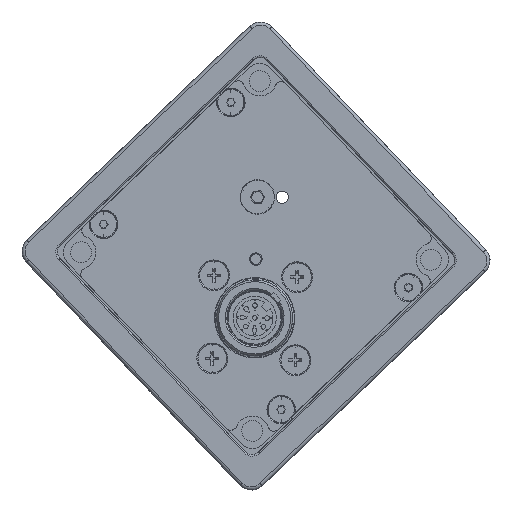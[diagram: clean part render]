
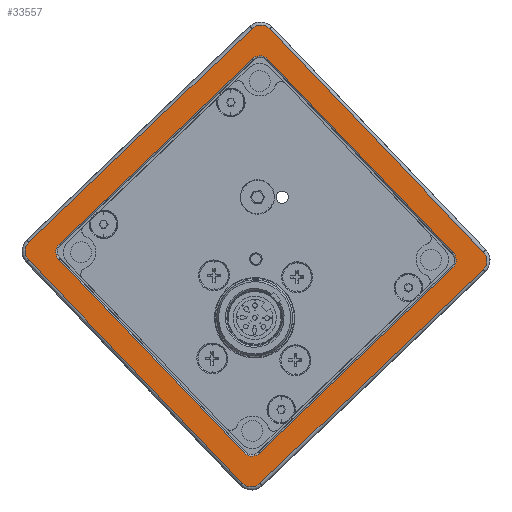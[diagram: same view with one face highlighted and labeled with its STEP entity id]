
A CAD part, left-side view. The second image highlights one B-rep face of the part: STEP entity #33557.
In plain terms, the highlighted face is planar.
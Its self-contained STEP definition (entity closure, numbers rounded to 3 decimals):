
#84 = DIRECTION ( 'NONE',  ( 1., 0., 0. ) ) ;
#223 = CARTESIAN_POINT ( 'NONE',  ( -50., 7., -54. ) ) ;
#379 = AXIS2_PLACEMENT_3D ( 'NONE', #47757, #43713, #38946 ) ;
#966 = CIRCLE ( 'NONE', #42434, 3.5 ) ;
#1129 = DIRECTION ( 'NONE',  ( 0., 0., 1. ) ) ;
#1509 = CIRCLE ( 'NONE', #18585, 3.5 ) ;
#2576 = ORIENTED_EDGE ( 'NONE', *, *, #23814, .T. ) ;
#2706 = CIRCLE ( 'NONE', #45232, 4. ) ;
#2839 = CARTESIAN_POINT ( 'NONE',  ( -54., 7., 50. ) ) ;
#2850 = VERTEX_POINT ( 'NONE', #6210 ) ;
#3853 = VERTEX_POINT ( 'NONE', #14331 ) ;
#4271 = VERTEX_POINT ( 'NONE', #49801 ) ;
#4322 = AXIS2_PLACEMENT_3D ( 'NONE', #11729, #39838, #15775 ) ;
#5456 = ORIENTED_EDGE ( 'NONE', *, *, #6680, .T. ) ;
#6159 = CARTESIAN_POINT ( 'NONE',  ( 54., 7., -50. ) ) ;
#6210 = CARTESIAN_POINT ( 'NONE',  ( -54., 7., -50. ) ) ;
#6680 = EDGE_CURVE ( 'NONE', #23470, #21117, #34558, .T. ) ;
#6898 = VERTEX_POINT ( 'NONE', #37094 ) ;
#6903 = LINE ( 'NONE', #13803, #39011 ) ;
#7190 = ORIENTED_EDGE ( 'NONE', *, *, #30650, .T. ) ;
#7841 = ORIENTED_EDGE ( 'NONE', *, *, #20894, .T. ) ;
#7981 = CIRCLE ( 'NONE', #31007, 4. ) ;
#8090 = VERTEX_POINT ( 'NONE', #12204 ) ;
#8166 = DIRECTION ( 'NONE',  ( -1., 0., 0. ) ) ;
#9737 = DIRECTION ( 'NONE',  ( -1., 0., 0. ) ) ;
#10320 = LINE ( 'NONE', #42295, #41160 ) ;
#10916 = VERTEX_POINT ( 'NONE', #34245 ) ;
#11486 = CARTESIAN_POINT ( 'NONE',  ( -50., 7., 50. ) ) ;
#11718 = EDGE_CURVE ( 'NONE', #2850, #43796, #25477, .T. ) ;
#11729 = CARTESIAN_POINT ( 'NONE',  ( 43.3, 7., -43.3 ) ) ;
#11823 = CARTESIAN_POINT ( 'NONE',  ( 54., 7., 50. ) ) ;
#12204 = CARTESIAN_POINT ( 'NONE',  ( 43.3, 7., -46.8 ) ) ;
#12608 = CIRCLE ( 'NONE', #4322, 3.5 ) ;
#13357 = LINE ( 'NONE', #28233, #33500 ) ;
#13585 = CIRCLE ( 'NONE', #39922, 3.5 ) ;
#13803 = CARTESIAN_POINT ( 'NONE',  ( -43.3, 7., 46.8 ) ) ;
#13830 = DIRECTION ( 'NONE',  ( 0., -1., 0. ) ) ;
#13927 = EDGE_CURVE ( 'NONE', #20174, #2850, #22857, .T. ) ;
#14182 = DIRECTION ( 'NONE',  ( 0., 0., -1. ) ) ;
#14331 = CARTESIAN_POINT ( 'NONE',  ( -46.8, 7., 43.3 ) ) ;
#14778 = ORIENTED_EDGE ( 'NONE', *, *, #44855, .T. ) ;
#15021 = FACE_BOUND ( 'NONE', #15571, .T. ) ;
#15504 = ORIENTED_EDGE ( 'NONE', *, *, #21310, .T. ) ;
#15535 = DIRECTION ( 'NONE',  ( 0., 0., 1. ) ) ;
#15571 = EDGE_LOOP ( 'NONE', ( #47591, #21936, #5456, #15504, #2576, #14778, #20224, #30665 ) ) ;
#15775 = DIRECTION ( 'NONE',  ( 0., 0., 1. ) ) ;
#15950 = ORIENTED_EDGE ( 'NONE', *, *, #11718, .T. ) ;
#16022 = CARTESIAN_POINT ( 'NONE',  ( 50., 7., 50. ) ) ;
#16926 = CARTESIAN_POINT ( 'NONE',  ( 50., 7., -50. ) ) ;
#17191 = VECTOR ( 'NONE', #42201, 1000. ) ;
#18003 = CARTESIAN_POINT ( 'NONE',  ( 0., 7., -46.8 ) ) ;
#18123 = DIRECTION ( 'NONE',  ( 0., 0., 1. ) ) ;
#18463 = LINE ( 'NONE', #6159, #17191 ) ;
#18585 = AXIS2_PLACEMENT_3D ( 'NONE', #20860, #49003, #24912 ) ;
#18750 = CARTESIAN_POINT ( 'NONE',  ( 46.8, 7., -43.3 ) ) ;
#18782 = CARTESIAN_POINT ( 'NONE',  ( 0., 7., 0. ) ) ;
#19136 = CARTESIAN_POINT ( 'NONE',  ( -50., 7., 54. ) ) ;
#20048 = DIRECTION ( 'NONE',  ( 0., 0., 1. ) ) ;
#20174 = VERTEX_POINT ( 'NONE', #31251 ) ;
#20224 = ORIENTED_EDGE ( 'NONE', *, *, #41913, .T. ) ;
#20240 = CARTESIAN_POINT ( 'NONE',  ( 43.3, 7., 43.3 ) ) ;
#20411 = EDGE_LOOP ( 'NONE', ( #15950, #21212, #49393, #7190, #27716, #7841, #49589, #21169 ) ) ;
#20517 = AXIS2_PLACEMENT_3D ( 'NONE', #16022, #44144, #20048 ) ;
#20860 = CARTESIAN_POINT ( 'NONE',  ( -43.3, 7., -43.3 ) ) ;
#20894 = EDGE_CURVE ( 'NONE', #6898, #35769, #7981, .T. ) ;
#20970 = DIRECTION ( 'NONE',  ( 0., 0., 1. ) ) ;
#21117 = VERTEX_POINT ( 'NONE', #30628 ) ;
#21169 = ORIENTED_EDGE ( 'NONE', *, *, #13927, .T. ) ;
#21212 = ORIENTED_EDGE ( 'NONE', *, *, #22970, .T. ) ;
#21310 = EDGE_CURVE ( 'NONE', #21117, #45076, #966, .T. ) ;
#21936 = ORIENTED_EDGE ( 'NONE', *, *, #48378, .T. ) ;
#22119 = VECTOR ( 'NONE', #38072, 1000. ) ;
#22857 = CIRCLE ( 'NONE', #379, 4. ) ;
#22970 = EDGE_CURVE ( 'NONE', #43796, #33594, #2706, .T. ) ;
#23470 = VERTEX_POINT ( 'NONE', #18750 ) ;
#23814 = EDGE_CURVE ( 'NONE', #45076, #34338, #6903, .T. ) ;
#23839 = VECTOR ( 'NONE', #1129, 1000. ) ;
#24283 = DIRECTION ( 'NONE',  ( 0., 0., 1. ) ) ;
#24652 = LINE ( 'NONE', #18003, #22119 ) ;
#24912 = DIRECTION ( 'NONE',  ( 0., 0., 1. ) ) ;
#25477 = LINE ( 'NONE', #49151, #36257 ) ;
#27007 = DIRECTION ( 'NONE',  ( 0., 0., 1. ) ) ;
#27222 = CIRCLE ( 'NONE', #20517, 4. ) ;
#27716 = ORIENTED_EDGE ( 'NONE', *, *, #30407, .T. ) ;
#28233 = CARTESIAN_POINT ( 'NONE',  ( 0., 7., 54. ) ) ;
#28793 = VERTEX_POINT ( 'NONE', #11823 ) ;
#29290 = LINE ( 'NONE', #223, #49442 ) ;
#29448 = EDGE_CURVE ( 'NONE', #33594, #4271, #13357, .T. ) ;
#29692 = EDGE_CURVE ( 'NONE', #10916, #8090, #24652, .T. ) ;
#30407 = EDGE_CURVE ( 'NONE', #28793, #6898, #18463, .T. ) ;
#30628 = CARTESIAN_POINT ( 'NONE',  ( 46.8, 7., 43.3 ) ) ;
#30650 = EDGE_CURVE ( 'NONE', #4271, #28793, #27222, .T. ) ;
#30665 = ORIENTED_EDGE ( 'NONE', *, *, #41678, .T. ) ;
#31007 = AXIS2_PLACEMENT_3D ( 'NONE', #16926, #45060, #20970 ) ;
#31251 = CARTESIAN_POINT ( 'NONE',  ( -50., 7., -54. ) ) ;
#32280 = CARTESIAN_POINT ( 'NONE',  ( 46.8, 7., 0. ) ) ;
#33500 = VECTOR ( 'NONE', #84, 1000. ) ;
#33557 = ADVANCED_FACE ( 'NONE', ( #15021, #47092 ), #47105, .T. ) ;
#33594 = VERTEX_POINT ( 'NONE', #19136 ) ;
#34245 = CARTESIAN_POINT ( 'NONE',  ( -43.3, 7., -46.8 ) ) ;
#34338 = VERTEX_POINT ( 'NONE', #36930 ) ;
#34494 = AXIS2_PLACEMENT_3D ( 'NONE', #18782, #51151, #27007 ) ;
#34558 = LINE ( 'NONE', #32280, #23839 ) ;
#34895 = EDGE_CURVE ( 'NONE', #35769, #20174, #29290, .T. ) ;
#35769 = VERTEX_POINT ( 'NONE', #46066 ) ;
#36257 = VECTOR ( 'NONE', #18123, 1000. ) ;
#36930 = CARTESIAN_POINT ( 'NONE',  ( -43.3, 7., 46.8 ) ) ;
#37094 = CARTESIAN_POINT ( 'NONE',  ( 54., 7., -50. ) ) ;
#37922 = CARTESIAN_POINT ( 'NONE',  ( -43.3, 7., 43.3 ) ) ;
#38072 = DIRECTION ( 'NONE',  ( 1., 0., 0. ) ) ;
#38946 = DIRECTION ( 'NONE',  ( 0., 0., 1. ) ) ;
#39011 = VECTOR ( 'NONE', #9737, 1000. ) ;
#39470 = CARTESIAN_POINT ( 'NONE',  ( 43.3, 7., 46.8 ) ) ;
#39589 = DIRECTION ( 'NONE',  ( 0., 1., 0. ) ) ;
#39838 = DIRECTION ( 'NONE',  ( 0., -1., 0. ) ) ;
#39922 = AXIS2_PLACEMENT_3D ( 'NONE', #37922, #13830, #41947 ) ;
#40409 = VERTEX_POINT ( 'NONE', #40531 ) ;
#40531 = CARTESIAN_POINT ( 'NONE',  ( -46.8, 7., -43.3 ) ) ;
#41160 = VECTOR ( 'NONE', #14182, 1000. ) ;
#41678 = EDGE_CURVE ( 'NONE', #40409, #10916, #1509, .T. ) ;
#41913 = EDGE_CURVE ( 'NONE', #3853, #40409, #10320, .T. ) ;
#41947 = DIRECTION ( 'NONE',  ( 0., 0., 1. ) ) ;
#42201 = DIRECTION ( 'NONE',  ( 0., 0., -1. ) ) ;
#42295 = CARTESIAN_POINT ( 'NONE',  ( -46.8, 7., -43.3 ) ) ;
#42434 = AXIS2_PLACEMENT_3D ( 'NONE', #20240, #48377, #24283 ) ;
#43713 = DIRECTION ( 'NONE',  ( 0., 1., 0. ) ) ;
#43796 = VERTEX_POINT ( 'NONE', #2839 ) ;
#44144 = DIRECTION ( 'NONE',  ( 0., 1., 0. ) ) ;
#44855 = EDGE_CURVE ( 'NONE', #34338, #3853, #13585, .T. ) ;
#45060 = DIRECTION ( 'NONE',  ( 0., 1., 0. ) ) ;
#45076 = VERTEX_POINT ( 'NONE', #39470 ) ;
#45232 = AXIS2_PLACEMENT_3D ( 'NONE', #11486, #39589, #15535 ) ;
#46066 = CARTESIAN_POINT ( 'NONE',  ( 50., 7., -54. ) ) ;
#47092 = FACE_OUTER_BOUND ( 'NONE', #20411, .T. ) ;
#47105 = PLANE ( 'NONE',  #34494 ) ;
#47591 = ORIENTED_EDGE ( 'NONE', *, *, #29692, .T. ) ;
#47757 = CARTESIAN_POINT ( 'NONE',  ( -50., 7., -50. ) ) ;
#48377 = DIRECTION ( 'NONE',  ( 0., -1., 0. ) ) ;
#48378 = EDGE_CURVE ( 'NONE', #8090, #23470, #12608, .T. ) ;
#49003 = DIRECTION ( 'NONE',  ( 0., -1., 0. ) ) ;
#49151 = CARTESIAN_POINT ( 'NONE',  ( -54., 7., 50. ) ) ;
#49393 = ORIENTED_EDGE ( 'NONE', *, *, #29448, .T. ) ;
#49442 = VECTOR ( 'NONE', #8166, 1000. ) ;
#49589 = ORIENTED_EDGE ( 'NONE', *, *, #34895, .T. ) ;
#49801 = CARTESIAN_POINT ( 'NONE',  ( 50., 7., 54. ) ) ;
#51151 = DIRECTION ( 'NONE',  ( 0., 1., 0. ) ) ;
